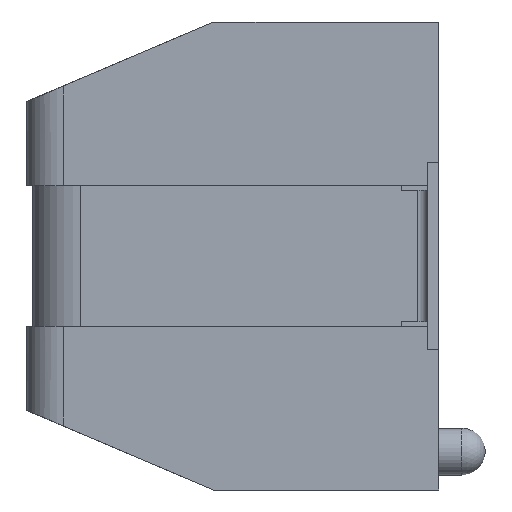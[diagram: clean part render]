
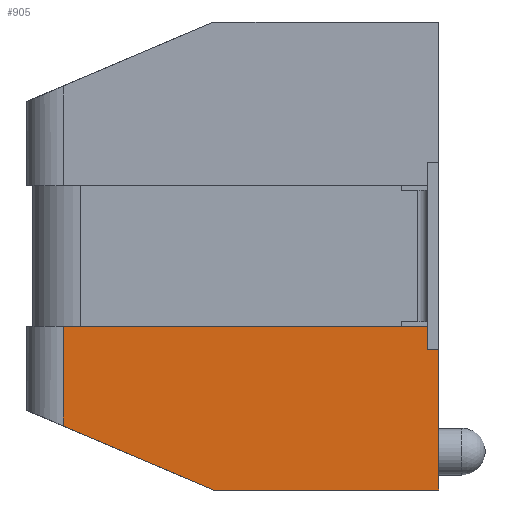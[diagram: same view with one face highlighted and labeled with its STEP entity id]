
A CAD part, left-side view. The second image highlights one B-rep face of the part: STEP entity #905.
In plain terms, the highlighted planar face has unit normal (-1, 0.018, 0).
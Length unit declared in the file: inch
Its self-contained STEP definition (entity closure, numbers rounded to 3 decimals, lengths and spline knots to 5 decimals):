
#842 = EDGE_CURVE ( 'NONE', #843, #26132, #7831, .T. ) ;
#843 = VERTEX_POINT ( 'NONE', #7817 ) ;
#905 = ADVANCED_FACE ( 'NONE', ( #8152 ), #8151, .T. ) ;
#906 = EDGE_LOOP ( 'NONE', ( #907, #910, #912, #913, #914 ) ) ;
#907 = ORIENTED_EDGE ( 'NONE', *, *, #908, .F. ) ;
#908 = EDGE_CURVE ( 'NONE', #909, #24436, #8148, .T. ) ;
#909 = VERTEX_POINT ( 'NONE', #8133 ) ;
#910 = ORIENTED_EDGE ( 'NONE', *, *, #911, .F. ) ;
#911 = EDGE_CURVE ( 'NONE', #843, #909, #8129, .T. ) ;
#912 = ORIENTED_EDGE ( 'NONE', *, *, #842, .T. ) ;
#913 = ORIENTED_EDGE ( 'NONE', *, *, #26097, .T. ) ;
#914 = ORIENTED_EDGE ( 'NONE', *, *, #24456, .T. ) ;
#7817 = CARTESIAN_POINT ( 'NONE',  ( -1.0643, 0., -0.075 ) ) ;
#7819 = DIRECTION ( 'NONE',  ( 0.017, 1., 0. ) ) ;
#7820 = VECTOR ( 'NONE', #7819, 39.37008 ) ;
#7822 = CARTESIAN_POINT ( 'NONE',  ( -1.05662, 0.44, -0.075 ) ) ;
#7831 = LINE ( 'NONE', #7822, #7820 ) ;
#8125 = DIRECTION ( 'NONE',  ( 0., 0., -1. ) ) ;
#8126 = VECTOR ( 'NONE', #8125, 39.37008 ) ;
#8128 = CARTESIAN_POINT ( 'NONE',  ( -1.0643, 0., 0.25 ) ) ;
#8129 = LINE ( 'NONE', #8128, #8126 ) ;
#8133 = CARTESIAN_POINT ( 'NONE',  ( -1.0643, 0., -0.25 ) ) ;
#8135 = DIRECTION ( 'NONE',  ( 0.017, 1., 0. ) ) ;
#8136 = VECTOR ( 'NONE', #8135, 39.37008 ) ;
#8137 = CARTESIAN_POINT ( 'NONE',  ( -1.0643, 0., -0.25 ) ) ;
#8141 = DIRECTION ( 'NONE',  ( -0.017, -1., 0. ) ) ;
#8143 = DIRECTION ( 'NONE',  ( -1., 0.017, 0. ) ) ;
#8146 = CARTESIAN_POINT ( 'NONE',  ( -1.05662, 0.44, 0. ) ) ;
#8148 = LINE ( 'NONE', #8137, #8136 ) ;
#8149 = AXIS2_PLACEMENT_3D ( 'NONE', #8146, #8143, #8141 ) ;
#8151 = PLANE ( 'NONE',  #8149 ) ;
#8152 = FACE_OUTER_BOUND ( 'NONE', #906, .T. ) ;
#17889 = CARTESIAN_POINT ( 'NONE',  ( -1.06011, 0.24, -0.25 ) ) ;
#17906 = DIRECTION ( 'NONE',  ( -0.016, -0.92, -0.391 ) ) ;
#17907 = VECTOR ( 'NONE', #17906, 39.37008 ) ;
#17908 = CARTESIAN_POINT ( 'NONE',  ( -1.05731, 0.4007, -0.1817 ) ) ;
#17909 = LINE ( 'NONE', #17908, #17907 ) ;
#21970 = DIRECTION ( 'NONE',  ( 0., 0., -1. ) ) ;
#21971 = VECTOR ( 'NONE', #21970, 39.37008 ) ;
#21972 = CARTESIAN_POINT ( 'NONE',  ( -1.05731, 0.4007, 0. ) ) ;
#21973 = LINE ( 'NONE', #21972, #21971 ) ;
#22055 = CARTESIAN_POINT ( 'NONE',  ( -1.05731, 0.4007, -0.075 ) ) ;
#22100 = CARTESIAN_POINT ( 'NONE',  ( -1.05731, 0.4007, -0.1817 ) ) ;
#24436 = VERTEX_POINT ( 'NONE', #17889 ) ;
#24456 = EDGE_CURVE ( 'NONE', #26143, #24436, #17909, .T. ) ;
#26097 = EDGE_CURVE ( 'NONE', #26132, #26143, #21973, .T. ) ;
#26132 = VERTEX_POINT ( 'NONE', #22055 ) ;
#26143 = VERTEX_POINT ( 'NONE', #22100 ) ;
